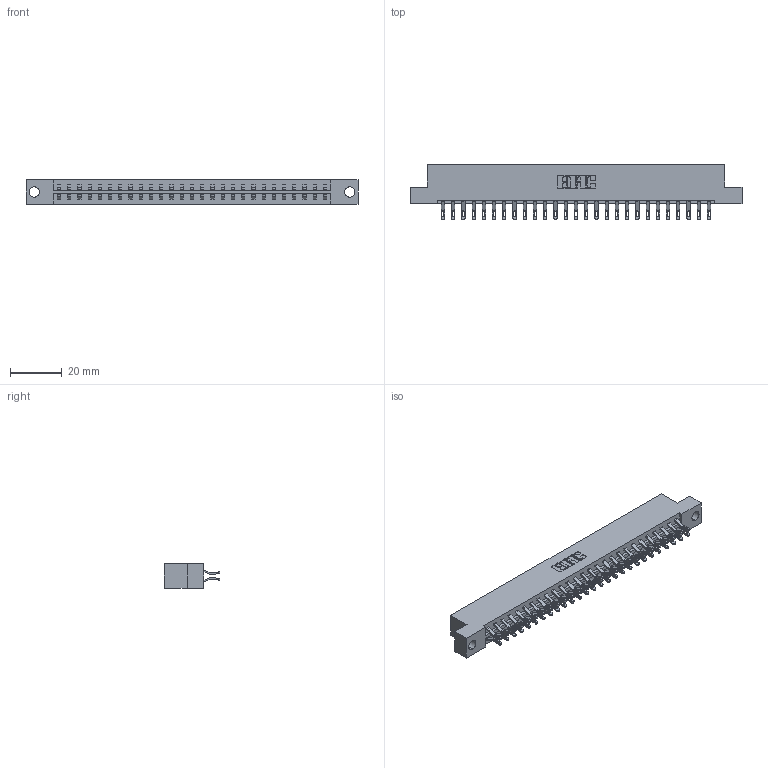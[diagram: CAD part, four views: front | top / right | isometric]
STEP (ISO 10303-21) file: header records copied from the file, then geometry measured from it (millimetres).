
FILE_DESCRIPTION (( 'STEP AP203' ), '1' );
FILE_NAME ('333-054-555-204.STEP', '2018-08-04T04:04:16', ( '' ), ( '' ), 'SwSTEP 2.0', 'SolidWorks 2016', '' );
FILE_SCHEMA (( 'CONFIG_CONTROL_DESIGN' ));
Length unit declared in the file: inch
Products named in the file (3): 333 Part_Flush - .156 Dia - TH; 345-292-001_555 Tail; 333-054-555-204
Assembly tree (55 placements, depth 2):
  333-054-555-204
    333 Part_Flush - .156 Dia - TH
    345-292-001_555 Tail  x54
Bounding box: 128.52 x 21.47 x 9.4 mm (x, y, z)
Volume: 13050.1 mm3; surface area: 15652.4 mm2
Topology: 55 solids, 55 shells, 3246 faces, 10193 edges, 6794 vertices
Faces by surface type: plane 1906, cylinder 1340
Entity records: 19639 total; most frequent: CARTESIAN_POINT 3308, ORIENTED_EDGE 3214, DIRECTION 2823, EDGE_CURVE 1607, LINE 1459, VECTOR 1459, VERTEX_POINT 1070, AXIS2_PLACEMENT_3D 682
